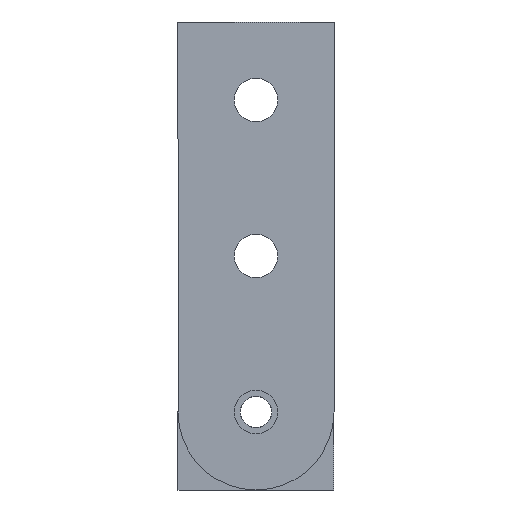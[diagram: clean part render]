
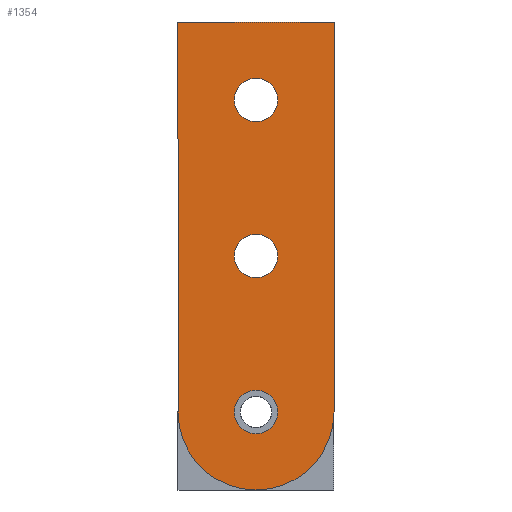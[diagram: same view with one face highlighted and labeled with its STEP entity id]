
A CAD part, left-side view. The second image highlights one B-rep face of the part: STEP entity #1354.
In plain terms, the highlighted planar face has unit normal (-1, 0, 0).
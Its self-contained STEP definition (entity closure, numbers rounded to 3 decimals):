
#1012=CARTESIAN_POINT('',(-0.75,-0.14,1.5));
#1013=VERTEX_POINT('',#1012);
#1022=CARTESIAN_POINT('',(-0.75,0.14,1.5));
#1023=VERTEX_POINT('',#1022);
#1024=CARTESIAN_POINT('',(-0.75,0.,1.5));
#1025=DIRECTION('',(1.0,0.0,0.0));
#1026=DIRECTION('',(0.0,-1.0,0.0));
#1027=AXIS2_PLACEMENT_3D('',#1024,#1025,#1026);
#1028=CIRCLE('',#1027,0.14);
#1029=EDGE_CURVE('',#1023,#1013,#1028,.T.);
#1054=CARTESIAN_POINT('',(-0.75,-0.14,2.5));
#1055=VERTEX_POINT('',#1054);
#1064=CARTESIAN_POINT('',(-0.75,0.14,2.5));
#1065=VERTEX_POINT('',#1064);
#1066=CARTESIAN_POINT('',(-0.75,0.,2.5));
#1067=DIRECTION('',(1.0,0.0,0.0));
#1068=DIRECTION('',(0.0,-1.0,0.0));
#1069=AXIS2_PLACEMENT_3D('',#1066,#1067,#1068);
#1070=CIRCLE('',#1069,0.14);
#1071=EDGE_CURVE('',#1065,#1055,#1070,.T.);
#1096=CARTESIAN_POINT('',(-0.75,-0.14,0.5));
#1097=VERTEX_POINT('',#1096);
#1106=CARTESIAN_POINT('',(-0.75,0.14,0.5));
#1107=VERTEX_POINT('',#1106);
#1108=CARTESIAN_POINT('',(-0.75,0.,0.5));
#1109=DIRECTION('',(1.0,0.0,0.0));
#1110=DIRECTION('',(0.0,-1.0,0.0));
#1111=AXIS2_PLACEMENT_3D('',#1108,#1109,#1110);
#1112=CIRCLE('',#1111,0.14);
#1113=EDGE_CURVE('',#1107,#1097,#1112,.T.);
#1147=CARTESIAN_POINT('',(-0.75,0.,0.5));
#1148=DIRECTION('',(1.0,0.0,0.0));
#1149=DIRECTION('',(0.0,-1.0,0.0));
#1150=AXIS2_PLACEMENT_3D('',#1147,#1148,#1149);
#1151=CIRCLE('',#1150,0.14);
#1152=EDGE_CURVE('',#1097,#1107,#1151,.T.);
#1171=CARTESIAN_POINT('',(-0.75,0.,2.5));
#1172=DIRECTION('',(1.0,0.0,0.0));
#1173=DIRECTION('',(0.0,-1.0,0.0));
#1174=AXIS2_PLACEMENT_3D('',#1171,#1172,#1173);
#1175=CIRCLE('',#1174,0.14);
#1176=EDGE_CURVE('',#1055,#1065,#1175,.T.);
#1195=CARTESIAN_POINT('',(-0.75,0.,1.5));
#1196=DIRECTION('',(1.0,0.0,0.0));
#1197=DIRECTION('',(0.0,-1.0,0.0));
#1198=AXIS2_PLACEMENT_3D('',#1195,#1196,#1197);
#1199=CIRCLE('',#1198,0.14);
#1200=EDGE_CURVE('',#1013,#1023,#1199,.T.);
#1220=CARTESIAN_POINT('',(-0.75,0.5,0.5));
#1221=VERTEX_POINT('',#1220);
#1228=CARTESIAN_POINT('',(-0.75,0.5,3.0));
#1229=VERTEX_POINT('',#1228);
#1230=CARTESIAN_POINT('',(-0.75,0.5,0.5));
#1231=DIRECTION('',(0.0,0.0,1.0));
#1232=VECTOR('',#1231,2.5);
#1233=LINE('',#1230,#1232);
#1234=EDGE_CURVE('',#1221,#1229,#1233,.T.);
#1259=CARTESIAN_POINT('',(-0.75,-0.5,0.5));
#1260=VERTEX_POINT('',#1259);
#1267=CARTESIAN_POINT('',(-0.75,0.,0.5));
#1268=DIRECTION('',(1.0,0.,0.));
#1269=DIRECTION('',(0.,-0.707,-0.707));
#1270=AXIS2_PLACEMENT_3D('',#1267,#1268,#1269);
#1271=CIRCLE('',#1270,0.5);
#1272=EDGE_CURVE('',#1260,#1221,#1271,.T.);
#1291=CARTESIAN_POINT('',(-0.75,-0.5,3.0));
#1292=VERTEX_POINT('',#1291);
#1299=CARTESIAN_POINT('',(-0.75,-0.5,3.0));
#1300=DIRECTION('',(0.0,0.0,-1.0));
#1301=VECTOR('',#1300,2.5);
#1302=LINE('',#1299,#1301);
#1303=EDGE_CURVE('',#1292,#1260,#1302,.T.);
#1321=CARTESIAN_POINT('',(-0.75,0.5,3.0));
#1322=DIRECTION('',(0.0,-1.0,0.0));
#1323=VECTOR('',#1322,1.0);
#1324=LINE('',#1321,#1323);
#1325=EDGE_CURVE('',#1229,#1292,#1324,.T.);
#1331=CARTESIAN_POINT('',(-0.75,0.,1.042));
#1332=DIRECTION('',(-1.0,0.0,0.0));
#1333=DIRECTION('',(0.0,1.0,0.0));
#1334=AXIS2_PLACEMENT_3D('',#1331,#1332,#1333);
#1335=PLANE('',#1334);
#1336=ORIENTED_EDGE('',*,*,#1325,.F.);
#1337=ORIENTED_EDGE('',*,*,#1234,.F.);
#1338=ORIENTED_EDGE('',*,*,#1272,.F.);
#1339=ORIENTED_EDGE('',*,*,#1303,.F.);
#1340=EDGE_LOOP('',(#1336,#1337,#1338,#1339));
#1341=FACE_OUTER_BOUND('',#1340,.T.);
#1342=ORIENTED_EDGE('',*,*,#1152,.T.);
#1343=ORIENTED_EDGE('',*,*,#1113,.T.);
#1344=EDGE_LOOP('',(#1342,#1343));
#1345=FACE_BOUND('',#1344,.T.);
#1346=ORIENTED_EDGE('',*,*,#1176,.T.);
#1347=ORIENTED_EDGE('',*,*,#1071,.T.);
#1348=EDGE_LOOP('',(#1346,#1347));
#1349=FACE_BOUND('',#1348,.T.);
#1350=ORIENTED_EDGE('',*,*,#1200,.T.);
#1351=ORIENTED_EDGE('',*,*,#1029,.T.);
#1352=EDGE_LOOP('',(#1350,#1351));
#1353=FACE_BOUND('',#1352,.T.);
#1354=ADVANCED_FACE('',(#1341,#1345,#1349,#1353),#1335,.T.);
